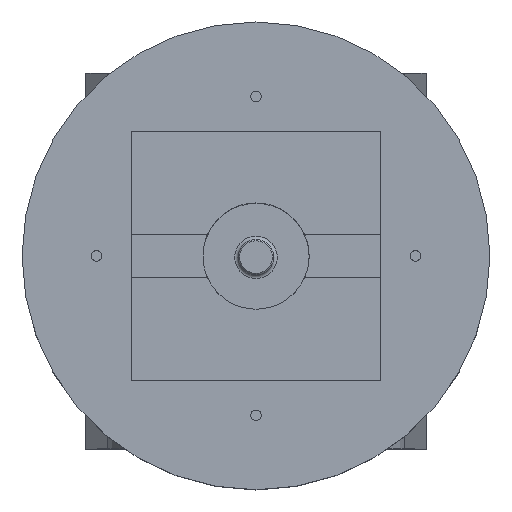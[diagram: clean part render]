
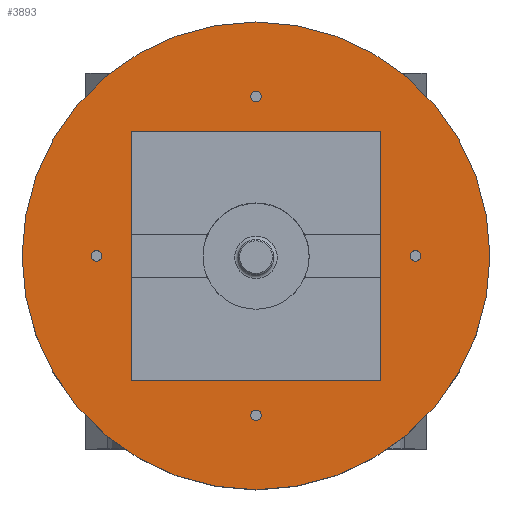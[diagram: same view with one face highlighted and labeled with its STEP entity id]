
A CAD part, top view. The second image highlights one B-rep face of the part: STEP entity #3893.
In plain terms, the highlighted planar face has unit normal (0, 0, 1).
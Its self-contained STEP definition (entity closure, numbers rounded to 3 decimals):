
#210=FACE_BOUND('',#863,.T.);
#211=FACE_BOUND('',#864,.T.);
#212=FACE_BOUND('',#865,.T.);
#213=FACE_BOUND('',#866,.T.);
#214=FACE_BOUND('',#867,.T.);
#336=PLANE('',#4337);
#564=FACE_OUTER_BOUND('',#862,.T.);
#862=EDGE_LOOP('',(#3538));
#863=EDGE_LOOP('',(#3539));
#864=EDGE_LOOP('',(#3540));
#865=EDGE_LOOP('',(#3541));
#866=EDGE_LOOP('',(#3542));
#867=EDGE_LOOP('',(#3543,#3544,#3545,#3546));
#1172=LINE('',#6603,#1484);
#1181=LINE('',#6623,#1493);
#1185=LINE('',#6631,#1497);
#1186=LINE('',#6633,#1498);
#1484=VECTOR('',#5477,10.);
#1493=VECTOR('',#5496,10.);
#1497=VECTOR('',#5506,10.);
#1498=VECTOR('',#5509,10.);
#1679=CIRCLE('',#4298,0.75);
#1681=CIRCLE('',#4302,0.75);
#1683=CIRCLE('',#4306,0.75);
#1685=CIRCLE('',#4310,0.75);
#1695=CIRCLE('',#4336,33.);
#1984=VERTEX_POINT('',#6529);
#1986=VERTEX_POINT('',#6536);
#1988=VERTEX_POINT('',#6543);
#1990=VERTEX_POINT('',#6550);
#2009=VERTEX_POINT('',#6601);
#2010=VERTEX_POINT('',#6602);
#2015=VERTEX_POINT('',#6621);
#2016=VERTEX_POINT('',#6622);
#2020=VERTEX_POINT('',#6640);
#2477=EDGE_CURVE('',#1984,#1984,#1679,.T.);
#2480=EDGE_CURVE('',#1986,#1986,#1681,.T.);
#2483=EDGE_CURVE('',#1988,#1988,#1683,.T.);
#2486=EDGE_CURVE('',#1990,#1990,#1685,.T.);
#2510=EDGE_CURVE('',#2009,#2010,#1172,.T.);
#2521=EDGE_CURVE('',#2015,#2016,#1181,.T.);
#2526=EDGE_CURVE('',#2016,#2009,#1185,.T.);
#2527=EDGE_CURVE('',#2010,#2015,#1186,.T.);
#2530=EDGE_CURVE('',#2020,#2020,#1695,.T.);
#3538=ORIENTED_EDGE('',*,*,#2530,.T.);
#3539=ORIENTED_EDGE('',*,*,#2477,.T.);
#3540=ORIENTED_EDGE('',*,*,#2480,.T.);
#3541=ORIENTED_EDGE('',*,*,#2483,.T.);
#3542=ORIENTED_EDGE('',*,*,#2486,.T.);
#3543=ORIENTED_EDGE('',*,*,#2510,.T.);
#3544=ORIENTED_EDGE('',*,*,#2527,.T.);
#3545=ORIENTED_EDGE('',*,*,#2521,.T.);
#3546=ORIENTED_EDGE('',*,*,#2526,.T.);
#3893=ADVANCED_FACE('',(#564,#210,#211,#212,#213,#214),#336,.T.);
#4298=AXIS2_PLACEMENT_3D('',#6530,#5405,#5406);
#4302=AXIS2_PLACEMENT_3D('',#6537,#5414,#5415);
#4306=AXIS2_PLACEMENT_3D('',#6544,#5423,#5424);
#4310=AXIS2_PLACEMENT_3D('',#6551,#5432,#5433);
#4336=AXIS2_PLACEMENT_3D('',#6641,#5518,#5519);
#4337=AXIS2_PLACEMENT_3D('',#6643,#5521,#5522);
#5405=DIRECTION('center_axis',(0.,0.,-1.));
#5406=DIRECTION('ref_axis',(-1.,0.,0.));
#5414=DIRECTION('center_axis',(0.,0.,-1.));
#5415=DIRECTION('ref_axis',(-1.,0.,0.));
#5423=DIRECTION('center_axis',(0.,0.,-1.));
#5424=DIRECTION('ref_axis',(-1.,0.,0.));
#5432=DIRECTION('center_axis',(0.,0.,-1.));
#5433=DIRECTION('ref_axis',(-1.,0.,0.));
#5477=DIRECTION('',(0.,1.,0.));
#5496=DIRECTION('',(0.,-1.,0.));
#5506=DIRECTION('',(-1.,0.,0.));
#5509=DIRECTION('',(1.,0.,0.));
#5518=DIRECTION('center_axis',(0.,0.,1.));
#5519=DIRECTION('ref_axis',(-1.,0.,0.));
#5521=DIRECTION('center_axis',(0.,0.,1.));
#5522=DIRECTION('ref_axis',(-1.,0.,0.));
#6529=CARTESIAN_POINT('',(0.75,22.5,113.85));
#6530=CARTESIAN_POINT('Origin',(0.,22.5,
113.85));
#6536=CARTESIAN_POINT('',(23.25,0.,113.85));
#6537=CARTESIAN_POINT('Origin',(22.5,0.,113.85));
#6543=CARTESIAN_POINT('',(-21.75,0.,113.85));
#6544=CARTESIAN_POINT('Origin',(-22.5,0.,113.85));
#6550=CARTESIAN_POINT('',(0.75,-22.5,113.85));
#6551=CARTESIAN_POINT('Origin',(0.,-22.5,
113.85));
#6601=CARTESIAN_POINT('',(-17.6,-17.6,113.85));
#6602=CARTESIAN_POINT('',(-17.6,17.6,113.85));
#6603=CARTESIAN_POINT('',(-17.6,-8.8,113.85));
#6621=CARTESIAN_POINT('',(17.6,17.6,113.85));
#6622=CARTESIAN_POINT('',(17.6,-17.6,113.85));
#6623=CARTESIAN_POINT('',(17.6,8.8,113.85));
#6631=CARTESIAN_POINT('',(8.8,-17.6,113.85));
#6633=CARTESIAN_POINT('',(-8.8,17.6,113.85));
#6640=CARTESIAN_POINT('',(33.,0.,113.85));
#6641=CARTESIAN_POINT('Origin',(0.,0.,113.85));
#6643=CARTESIAN_POINT('Origin',(0.,0.,113.85));
